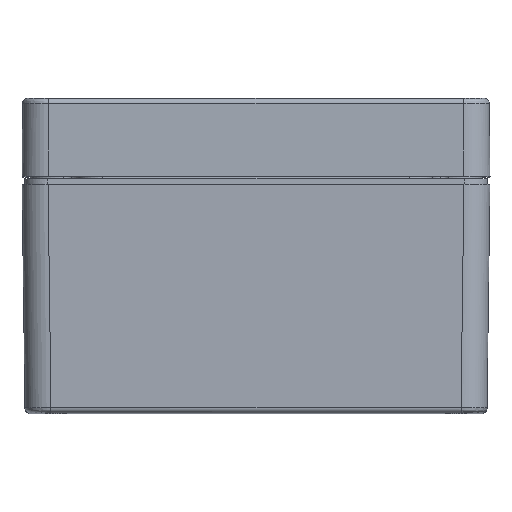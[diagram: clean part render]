
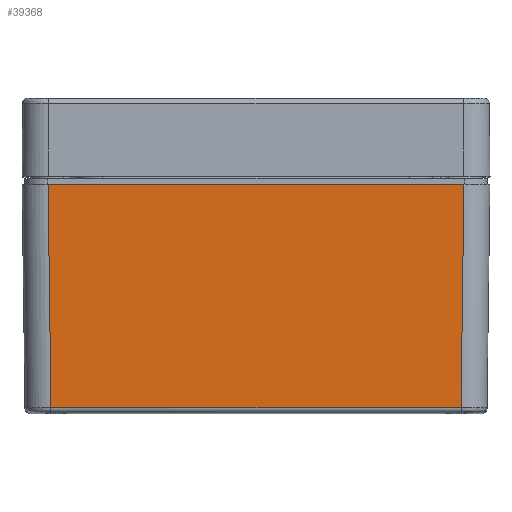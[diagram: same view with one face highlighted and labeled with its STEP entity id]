
A CAD part, top view. The second image highlights one B-rep face of the part: STEP entity #39368.
In plain terms, the highlighted planar face has unit normal (0, -0.013, 1).
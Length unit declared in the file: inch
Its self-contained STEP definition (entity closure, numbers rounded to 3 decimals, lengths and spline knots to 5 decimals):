
#571 = DIRECTION ( 'NONE',  ( -1., 0., 0. ) ) ;
#2574 = PLANE ( 'NONE',  #42994 ) ;
#2630 = CARTESIAN_POINT ( 'NONE',  ( 2.82284, -1.7328, 3.0432 ) ) ;
#4988 = LINE ( 'NONE', #8883, #31264 ) ;
#7991 = VERTEX_POINT ( 'NONE', #17162 ) ;
#8316 = VERTEX_POINT ( 'NONE', #51134 ) ;
#8883 = CARTESIAN_POINT ( 'NONE',  ( 0.38488, -1.7328, 3.0432 ) ) ;
#10360 = VECTOR ( 'NONE', #18687, 39.37008 ) ;
#14262 = LINE ( 'NONE', #26737, #10360 ) ;
#14570 = ORIENTED_EDGE ( 'NONE', *, *, #38869, .F. ) ;
#14768 = CARTESIAN_POINT ( 'NONE',  ( -0.50095, 0., 3.06588 ) ) ;
#14774 = VERTEX_POINT ( 'NONE', #15201 ) ;
#15201 = CARTESIAN_POINT ( 'NONE',  ( 2.84501, -0.03937, 3.06536 ) ) ;
#16460 = VECTOR ( 'NONE', #41386, 39.37008 ) ;
#17162 = CARTESIAN_POINT ( 'NONE',  ( -0.3036, -0.03937, 3.06536 ) ) ;
#18687 = DIRECTION ( 'NONE',  ( -0.013, -1., -0.013 ) ) ;
#20858 = CARTESIAN_POINT ( 'NONE',  ( -0.30384, -0.02061, 3.06561 ) ) ;
#23089 = DIRECTION ( 'NONE',  ( 0., -0.013, 1. ) ) ;
#26737 = CARTESIAN_POINT ( 'NONE',  ( 2.84526, -0.02061, 3.06561 ) ) ;
#26790 = ORIENTED_EDGE ( 'NONE', *, *, #33134, .T. ) ;
#29419 = DIRECTION ( 'NONE',  ( -0.013, 1., 0.013 ) ) ;
#30507 = CARTESIAN_POINT ( 'NONE',  ( -0.50095, -0.03937, 3.06536 ) ) ;
#31264 = VECTOR ( 'NONE', #571, 39.37008 ) ;
#33134 = EDGE_CURVE ( 'NONE', #14774, #7991, #34381, .T. ) ;
#34381 = LINE ( 'NONE', #30507, #16460 ) ;
#35387 = EDGE_CURVE ( 'NONE', #14774, #39014, #14262, .T. ) ;
#37228 = EDGE_CURVE ( 'NONE', #39014, #8316, #4988, .T. ) ;
#38869 = EDGE_CURVE ( 'NONE', #8316, #7991, #41590, .T. ) ;
#39014 = VERTEX_POINT ( 'NONE', #2630 ) ;
#39368 = ADVANCED_FACE ( 'NONE', ( #42824 ), #2574, .T. ) ;
#41386 = DIRECTION ( 'NONE',  ( -1., 0., 0. ) ) ;
#41590 = LINE ( 'NONE', #20858, #50386 ) ;
#42824 = FACE_OUTER_BOUND ( 'NONE', #46724, .T. ) ;
#42994 = AXIS2_PLACEMENT_3D ( 'NONE', #14768, #23089, #49826 ) ;
#45264 = ORIENTED_EDGE ( 'NONE', *, *, #35387, .F. ) ;
#46724 = EDGE_LOOP ( 'NONE', ( #50365, #45264, #26790, #14570 ) ) ;
#49826 = DIRECTION ( 'NONE',  ( 0., -1., -0.013 ) ) ;
#50365 = ORIENTED_EDGE ( 'NONE', *, *, #37228, .F. ) ;
#50386 = VECTOR ( 'NONE', #29419, 39.37008 ) ;
#51134 = CARTESIAN_POINT ( 'NONE',  ( -0.28143, -1.7328, 3.0432 ) ) ;
